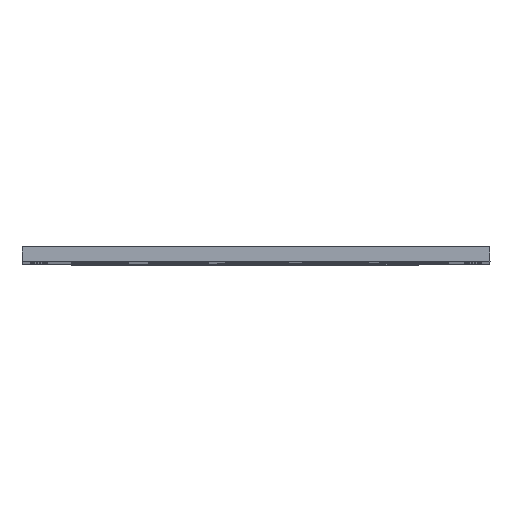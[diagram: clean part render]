
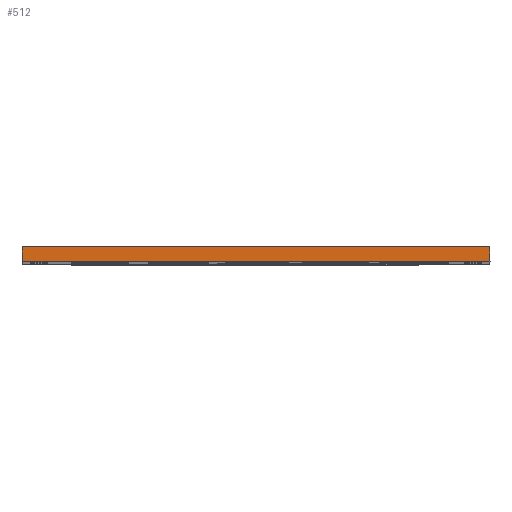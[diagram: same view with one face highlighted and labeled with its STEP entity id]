
A CAD part, top view. The second image highlights one B-rep face of the part: STEP entity #512.
In plain terms, the highlighted planar face has unit normal (0, 0, 1).
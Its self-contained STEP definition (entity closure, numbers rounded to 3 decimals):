
#472=FACE_OUTER_BOUND('',#902,.T.);
#512=ADVANCED_FACE('',(#472),#577,.F.);
#577=PLANE('',#1606);
#612=LINE('',#2198,#693);
#621=LINE('',#2262,#702);
#624=LINE('',#2268,#705);
#626=LINE('',#2272,#707);
#693=VECTOR('',#1760,1.);
#702=VECTOR('',#1817,1.);
#705=VECTOR('',#1824,1.);
#707=VECTOR('',#1828,1.);
#902=EDGE_LOOP('',(#1056,#1057,#1058,#1059));
#1056=ORIENTED_EDGE('',*,*,#1390,.T.);
#1057=ORIENTED_EDGE('',*,*,#1422,.F.);
#1058=ORIENTED_EDGE('',*,*,#1427,.F.);
#1059=ORIENTED_EDGE('',*,*,#1425,.T.);
#1283=VERTEX_POINT('',#2196);
#1285=VERTEX_POINT('',#2199);
#1315=VERTEX_POINT('',#2261);
#1317=VERTEX_POINT('',#2269);
#1390=EDGE_CURVE('',#1285,#1283,#612,.T.);
#1422=EDGE_CURVE('',#1315,#1283,#621,.T.);
#1425=EDGE_CURVE('',#1317,#1285,#624,.T.);
#1427=EDGE_CURVE('',#1317,#1315,#626,.T.);
#1606=AXIS2_PLACEMENT_3D('',#2273,#1829,#1830);
#1760=DIRECTION('',(-1.,0.,0.));
#1817=DIRECTION('',(0.,1.,0.));
#1824=DIRECTION('',(0.,1.,0.));
#1828=DIRECTION('',(-1.,0.,0.));
#1829=DIRECTION('',(0.,0.,-1.));
#1830=DIRECTION('',(-1.,0.,0.));
#2196=CARTESIAN_POINT('',(0.,0.,0.));
#2198=CARTESIAN_POINT('',(82.,0.,0.));
#2199=CARTESIAN_POINT('',(82.,0.,0.));
#2261=CARTESIAN_POINT('',(0.,-2.5,0.));
#2262=CARTESIAN_POINT('',(0.,-2.5,0.));
#2268=CARTESIAN_POINT('',(82.,-2.5,0.));
#2269=CARTESIAN_POINT('',(82.,-2.5,0.));
#2272=CARTESIAN_POINT('',(82.,-2.5,0.));
#2273=CARTESIAN_POINT('',(82.,-2.5,0.));
